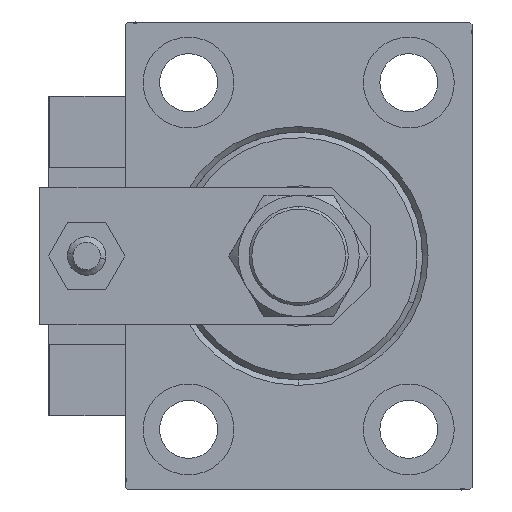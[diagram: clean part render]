
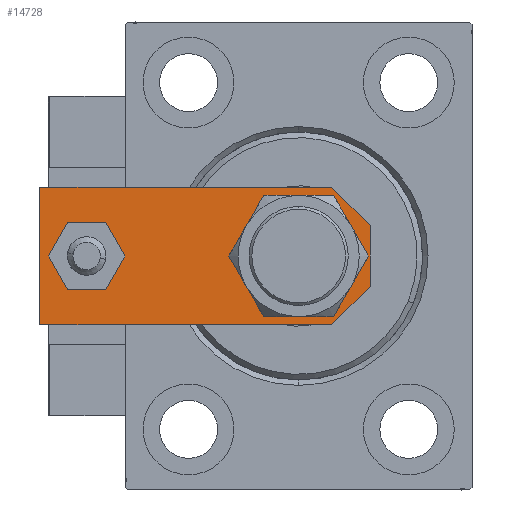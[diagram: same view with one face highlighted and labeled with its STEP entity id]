
A CAD part, left-side view. The second image highlights one B-rep face of the part: STEP entity #14728.
In plain terms, the highlighted face is planar.
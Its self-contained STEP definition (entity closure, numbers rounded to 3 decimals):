
#867 = LINE ( 'NONE', #25740, #22162 ) ;
#1166 = DIRECTION ( 'NONE',  ( 0., 0., 1. ) ) ;
#1442 = ORIENTED_EDGE ( 'NONE', *, *, #48484, .F. ) ;
#1742 = CARTESIAN_POINT ( 'NONE',  ( 12.5, 0., 6. ) ) ;
#1951 = DIRECTION ( 'NONE',  ( 0., 0., 1. ) ) ;
#2795 = VERTEX_POINT ( 'NONE', #14826 ) ;
#3140 = LINE ( 'NONE', #3398, #9533 ) ;
#3398 = CARTESIAN_POINT ( 'NONE',  ( -2.75, -2.75, 6. ) ) ;
#3811 = ORIENTED_EDGE ( 'NONE', *, *, #39216, .T. ) ;
#4690 = AXIS2_PLACEMENT_3D ( 'NONE', #18558, #35529, #7538 ) ;
#5729 = DIRECTION ( 'NONE',  ( 1., 0., 0. ) ) ;
#6028 = VECTOR ( 'NONE', #23066, 1000. ) ;
#7538 = DIRECTION ( 'NONE',  ( 1., 0., 0. ) ) ;
#8694 = EDGE_CURVE ( 'NONE', #27454, #28433, #23313, .T. ) ;
#8860 = CARTESIAN_POINT ( 'NONE',  ( -12.5, 60., 6. ) ) ;
#8953 = ORIENTED_EDGE ( 'NONE', *, *, #45471, .T. ) ;
#9452 = ORIENTED_EDGE ( 'NONE', *, *, #43653, .F. ) ;
#9533 = VECTOR ( 'NONE', #31397, 1000. ) ;
#9598 = LINE ( 'NONE', #25568, #16287 ) ;
#9637 = VERTEX_POINT ( 'NONE', #47624 ) ;
#9961 = CARTESIAN_POINT ( 'NONE',  ( 8.25, 13., 6. ) ) ;
#10391 = EDGE_CURVE ( 'NONE', #12275, #16899, #21196, .T. ) ;
#11747 = CIRCLE ( 'NONE', #15104, 4. ) ;
#11792 = EDGE_LOOP ( 'NONE', ( #25053, #12862 ) ) ;
#11794 = DIRECTION ( 'NONE',  ( 1., 0., 0. ) ) ;
#11824 = VERTEX_POINT ( 'NONE', #9961 ) ;
#12275 = VERTEX_POINT ( 'NONE', #26757 ) ;
#12807 = CARTESIAN_POINT ( 'NONE',  ( 0., 13., 6. ) ) ;
#12862 = ORIENTED_EDGE ( 'NONE', *, *, #10391, .F. ) ;
#12910 = DIRECTION ( 'NONE',  ( 0., -1., 0. ) ) ;
#13909 = AXIS2_PLACEMENT_3D ( 'NONE', #12807, #28780, #5729 ) ;
#13981 = CARTESIAN_POINT ( 'NONE',  ( 0., 51.5, 6. ) ) ;
#14232 = CARTESIAN_POINT ( 'NONE',  ( -8.25, 13., 6. ) ) ;
#14537 = AXIS2_PLACEMENT_3D ( 'NONE', #28702, #49597, #45679 ) ;
#14728 = ADVANCED_FACE ( 'NONE', ( #18812, #47309, #27435 ), #43372, .T. ) ;
#14826 = CARTESIAN_POINT ( 'NONE',  ( 12.5, 60., 6. ) ) ;
#15104 = AXIS2_PLACEMENT_3D ( 'NONE', #13981, #1166, #32827 ) ;
#15540 = ORIENTED_EDGE ( 'NONE', *, *, #8694, .T. ) ;
#16185 = VECTOR ( 'NONE', #25308, 1000. ) ;
#16287 = VECTOR ( 'NONE', #41503, 1000. ) ;
#16899 = VERTEX_POINT ( 'NONE', #49073 ) ;
#17762 = ORIENTED_EDGE ( 'NONE', *, *, #43185, .T. ) ;
#18558 = CARTESIAN_POINT ( 'NONE',  ( 0., 0., 6. ) ) ;
#18655 = VECTOR ( 'NONE', #11794, 1000. ) ;
#18812 = FACE_BOUND ( 'NONE', #11792, .T. ) ;
#20632 = EDGE_LOOP ( 'NONE', ( #48095, #17762, #15540, #46925, #3811, #8953 ) ) ;
#21196 = CIRCLE ( 'NONE', #22053, 4. ) ;
#22053 = AXIS2_PLACEMENT_3D ( 'NONE', #42228, #1951, #29437 ) ;
#22162 = VECTOR ( 'NONE', #12910, 1000. ) ;
#23066 = DIRECTION ( 'NONE',  ( 0.707, 0.707, 0. ) ) ;
#23313 = LINE ( 'NONE', #31681, #18655 ) ;
#25053 = ORIENTED_EDGE ( 'NONE', *, *, #28554, .F. ) ;
#25065 = VERTEX_POINT ( 'NONE', #25195 ) ;
#25195 = CARTESIAN_POINT ( 'NONE',  ( 12.5, 7., 6. ) ) ;
#25308 = DIRECTION ( 'NONE',  ( 0., 1., 0. ) ) ;
#25568 = CARTESIAN_POINT ( 'NONE',  ( 12.5, 60., 6. ) ) ;
#25740 = CARTESIAN_POINT ( 'NONE',  ( -12.5, 60., 6. ) ) ;
#26757 = CARTESIAN_POINT ( 'NONE',  ( 4., 51.5, 6. ) ) ;
#27092 = CIRCLE ( 'NONE', #14537, 8.25 ) ;
#27435 = FACE_BOUND ( 'NONE', #34787, .T. ) ;
#27454 = VERTEX_POINT ( 'NONE', #37052 ) ;
#28433 = VERTEX_POINT ( 'NONE', #31545 ) ;
#28554 = EDGE_CURVE ( 'NONE', #16899, #12275, #11747, .T. ) ;
#28702 = CARTESIAN_POINT ( 'NONE',  ( 0., 13., 6. ) ) ;
#28780 = DIRECTION ( 'NONE',  ( 0., 0., 1. ) ) ;
#29437 = DIRECTION ( 'NONE',  ( 1., 0., 0. ) ) ;
#30004 = LINE ( 'NONE', #1742, #16185 ) ;
#31397 = DIRECTION ( 'NONE',  ( 0.707, -0.707, 0. ) ) ;
#31435 = CARTESIAN_POINT ( 'NONE',  ( 2.75, -2.75, 6. ) ) ;
#31545 = CARTESIAN_POINT ( 'NONE',  ( 5.5, 0., 6. ) ) ;
#31681 = CARTESIAN_POINT ( 'NONE',  ( -12.5, 0., 6. ) ) ;
#32827 = DIRECTION ( 'NONE',  ( 1., 0., 0. ) ) ;
#34787 = EDGE_LOOP ( 'NONE', ( #1442, #9452 ) ) ;
#35529 = DIRECTION ( 'NONE',  ( 0., 0., 1. ) ) ;
#36132 = EDGE_CURVE ( 'NONE', #28433, #25065, #42938, .T. ) ;
#37052 = CARTESIAN_POINT ( 'NONE',  ( -5.5, 0., 6. ) ) ;
#39216 = EDGE_CURVE ( 'NONE', #25065, #2795, #30004, .T. ) ;
#41503 = DIRECTION ( 'NONE',  ( -1., 0., 0. ) ) ;
#42228 = CARTESIAN_POINT ( 'NONE',  ( 0., 51.5, 6. ) ) ;
#42236 = VERTEX_POINT ( 'NONE', #8860 ) ;
#42938 = LINE ( 'NONE', #31435, #6028 ) ;
#43185 = EDGE_CURVE ( 'NONE', #9637, #27454, #3140, .T. ) ;
#43372 = PLANE ( 'NONE',  #4690 ) ;
#43653 = EDGE_CURVE ( 'NONE', #11824, #45733, #27092, .T. ) ;
#43971 = CIRCLE ( 'NONE', #13909, 8.25 ) ;
#45471 = EDGE_CURVE ( 'NONE', #2795, #42236, #9598, .T. ) ;
#45679 = DIRECTION ( 'NONE',  ( 1., 0., 0. ) ) ;
#45733 = VERTEX_POINT ( 'NONE', #14232 ) ;
#46023 = EDGE_CURVE ( 'NONE', #42236, #9637, #867, .T. ) ;
#46925 = ORIENTED_EDGE ( 'NONE', *, *, #36132, .T. ) ;
#47309 = FACE_OUTER_BOUND ( 'NONE', #20632, .T. ) ;
#47624 = CARTESIAN_POINT ( 'NONE',  ( -12.5, 7., 6. ) ) ;
#48095 = ORIENTED_EDGE ( 'NONE', *, *, #46023, .T. ) ;
#48484 = EDGE_CURVE ( 'NONE', #45733, #11824, #43971, .T. ) ;
#49073 = CARTESIAN_POINT ( 'NONE',  ( -4., 51.5, 6. ) ) ;
#49597 = DIRECTION ( 'NONE',  ( 0., 0., 1. ) ) ;
